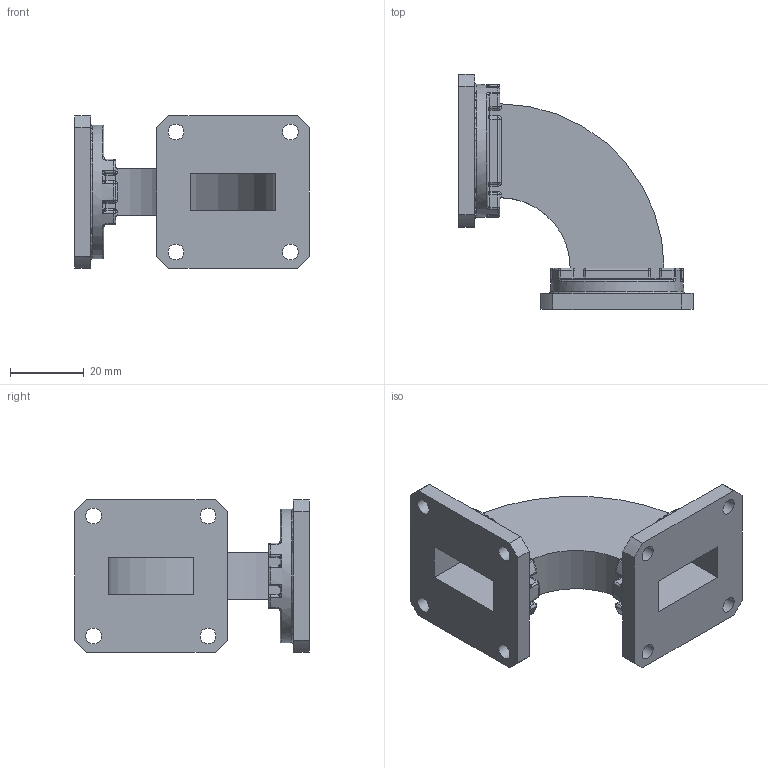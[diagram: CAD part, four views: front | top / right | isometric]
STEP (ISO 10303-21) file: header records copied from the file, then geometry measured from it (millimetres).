
FILE_DESCRIPTION (( 'STEP AP203' ), '1' );
FILE_NAME ('SMF90HB_3D.step', '2020-08-11T21:55:04', ( '' ), ( '' ), 'SwSTEP 2.0', 'SolidWorks 2018', '' );
FILE_SCHEMA (( 'CONFIG_CONTROL_DESIGN' ));
Length unit declared in the file: inch
Products named in the file (1): SMF90HB_3D
Bounding box: 63.56 x 63.56 x 41.27 mm (x, y, z)
Volume: 24267 mm3; surface area: 17383.2 mm2
Topology: 1 solids, 1 shells, 450 faces, 1092 edges, 566 vertices
Faces by surface type: cylinder 190, plane 98, bspline 56, sphere 56, torus 50
Full cylindrical faces by diameter (mm): 4.293 x8, 36.116 x2
Entity records: 13941 total; most frequent: CARTESIAN_POINT 4199, DIRECTION 2096, ORIENTED_EDGE 1988, EDGE_CURVE 994, AXIS2_PLACEMENT_3D 833, VERTEX_POINT 560, EDGE_LOOP 482, FACE_OUTER_BOUND 462
